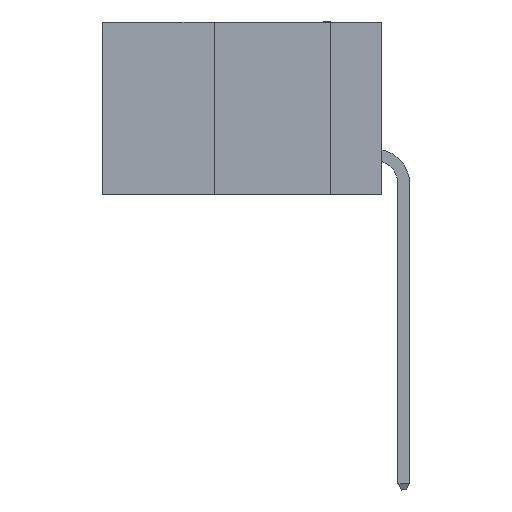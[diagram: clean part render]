
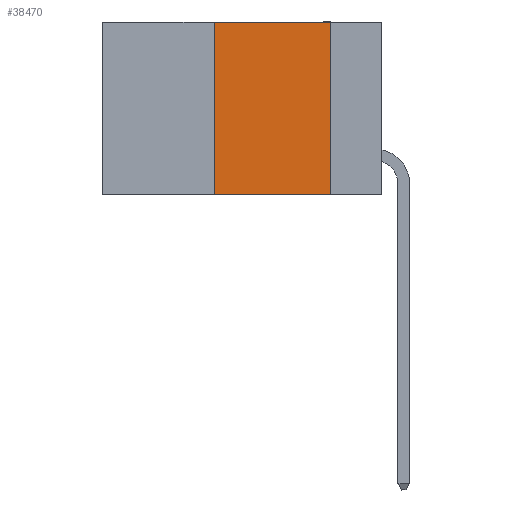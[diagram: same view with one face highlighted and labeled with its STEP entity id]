
A CAD part, left-side view. The second image highlights one B-rep face of the part: STEP entity #38470.
In plain terms, the highlighted planar face has unit normal (-1, 0, 0).
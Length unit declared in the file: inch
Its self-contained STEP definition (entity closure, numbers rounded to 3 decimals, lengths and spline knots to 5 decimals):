
#2421 = VECTOR ( 'NONE', #27023, 39.37008 ) ;
#4831 = EDGE_CURVE ( 'NONE', #36821, #8620, #41705, .T. ) ;
#6469 = CARTESIAN_POINT ( 'NONE',  ( 0., 0.11, -0.37 ) ) ;
#8620 = VERTEX_POINT ( 'NONE', #6469 ) ;
#9668 = EDGE_CURVE ( 'NONE', #14008, #8620, #24301, .T. ) ;
#11140 = CARTESIAN_POINT ( 'NONE',  ( 0., 0.6, -0.37 ) ) ;
#11319 = DIRECTION ( 'NONE',  ( 0., 0., 1. ) ) ;
#14008 = VERTEX_POINT ( 'NONE', #34699 ) ;
#16363 = LINE ( 'NONE', #21356, #20387 ) ;
#16680 = CARTESIAN_POINT ( 'NONE',  ( 0., 0.6, 0. ) ) ;
#19538 = ORIENTED_EDGE ( 'NONE', *, *, #4831, .T. ) ;
#20381 = ORIENTED_EDGE ( 'NONE', *, *, #9668, .F. ) ;
#20387 = VECTOR ( 'NONE', #24770, 39.37008 ) ;
#20747 = VECTOR ( 'NONE', #34205, 39.37008 ) ;
#21356 = CARTESIAN_POINT ( 'NONE',  ( 0., 0.6, 0. ) ) ;
#21516 = EDGE_CURVE ( 'NONE', #24853, #14008, #16363, .T. ) ;
#23122 = PLANE ( 'NONE',  #31585 ) ;
#24301 = LINE ( 'NONE', #34357, #20747 ) ;
#24770 = DIRECTION ( 'NONE',  ( 0., -1., 0. ) ) ;
#24853 = VERTEX_POINT ( 'NONE', #36838 ) ;
#25535 = LINE ( 'NONE', #36733, #29988 ) ;
#26734 = DIRECTION ( 'NONE',  ( 0., 0., -1. ) ) ;
#27023 = DIRECTION ( 'NONE',  ( 0., -1., 0. ) ) ;
#28130 = ORIENTED_EDGE ( 'NONE', *, *, #21516, .F. ) ;
#28284 = FACE_OUTER_BOUND ( 'NONE', #36068, .T. ) ;
#29988 = VECTOR ( 'NONE', #11319, 39.37008 ) ;
#31088 = DIRECTION ( 'NONE',  ( 1., 0., 0. ) ) ;
#31585 = AXIS2_PLACEMENT_3D ( 'NONE', #16680, #31088, #26734 ) ;
#32031 = EDGE_CURVE ( 'NONE', #36821, #24853, #25535, .T. ) ;
#34205 = DIRECTION ( 'NONE',  ( 0., 0., -1. ) ) ;
#34357 = CARTESIAN_POINT ( 'NONE',  ( 0., 0.11, 0. ) ) ;
#34699 = CARTESIAN_POINT ( 'NONE',  ( 0., 0.11, 0. ) ) ;
#35616 = ORIENTED_EDGE ( 'NONE', *, *, #32031, .F. ) ;
#36068 = EDGE_LOOP ( 'NONE', ( #20381, #28130, #35616, #19538 ) ) ;
#36733 = CARTESIAN_POINT ( 'NONE',  ( 0., 0.36, 0. ) ) ;
#36821 = VERTEX_POINT ( 'NONE', #37539 ) ;
#36838 = CARTESIAN_POINT ( 'NONE',  ( 0., 0.36, 0. ) ) ;
#37539 = CARTESIAN_POINT ( 'NONE',  ( 0., 0.36, -0.37 ) ) ;
#38470 = ADVANCED_FACE ( 'NONE', ( #28284 ), #23122, .F. ) ;
#41705 = LINE ( 'NONE', #11140, #2421 ) ;
